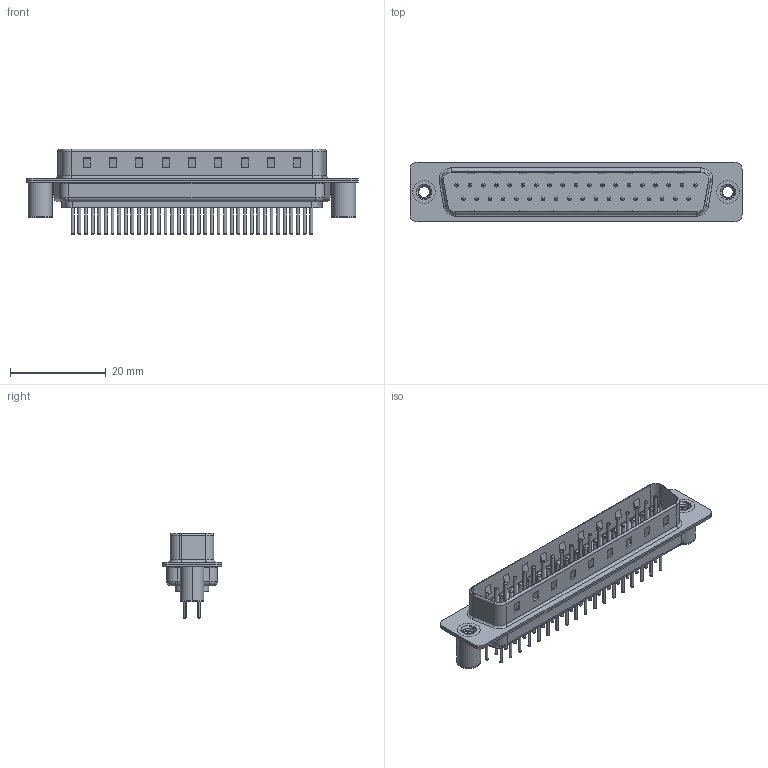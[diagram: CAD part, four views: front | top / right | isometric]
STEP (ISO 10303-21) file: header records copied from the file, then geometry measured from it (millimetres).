
FILE_DESCRIPTION (( 'STEP AP203' ), '1' );
FILE_NAME ('627-M37-220-LT3.STEP', '2020-07-17T10:17:34', ( '' ), ( '' ), 'SwSTEP 2.0', 'SolidWorks 2020', '' );
FILE_SCHEMA (( 'CONFIG_CONTROL_DESIGN' ));
Length unit declared in the file: millimetre
Products named in the file (7): 627M Shell Rear_37 Contacts; 627M Housing_37 Contacts; 627-M37-220-LT3; 627M Shell Front_37 Contacts; 627M 4-40 Threaded Board Spacer; 627M Contact Row 1_20; 627M Contact Row 2_20
Assembly tree (42 placements, depth 2):
  627-M37-220-LT3
    627M Housing_37 Contacts
    627M Shell Front_37 Contacts
    627M Shell Rear_37 Contacts
    627M Contact Row 1_20  x19
    627M Contact Row 2_20  x18
    627M 4-40 Threaded Board Spacer  x2
Bounding box: 69.4 x 12.5 x 17.9 mm (x, y, z)
Volume: 3890.8 mm3; surface area: 9527.7 mm2
Topology: 42 solids, 42 shells, 1815 faces, 3879 edges, 2344 vertices
Faces by surface type: cylinder 683, torus 646, plane 462, cone 18, bspline 6
Entity records: 25618 total; most frequent: CARTESIAN_POINT 5470, DIRECTION 4165, ORIENTED_EDGE 3592, EDGE_CURVE 1796, AXIS2_PLACEMENT_3D 1640, VERTEX_POINT 1147, EDGE_LOOP 963, VECTOR 885
